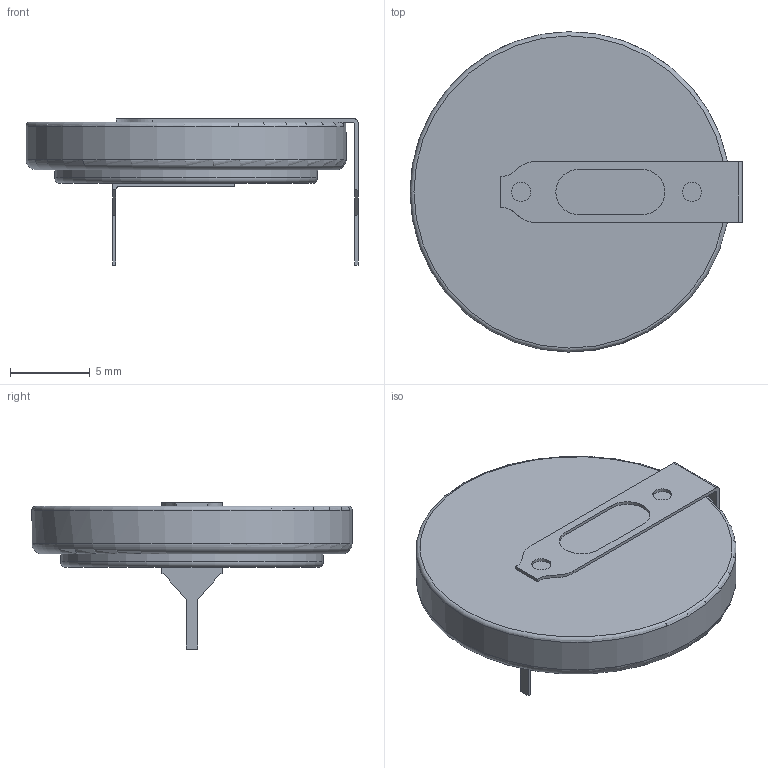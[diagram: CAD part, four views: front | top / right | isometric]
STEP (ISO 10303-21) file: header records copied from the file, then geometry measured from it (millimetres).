
FILE_DESCRIPTION(('FreeCAD Model'),'2;1');
FILE_NAME('Modelagem Bateria litio v6.step', '2017-07-25T20:57:33',('kicad StepUp'),('ksu MCAD'), 'Open CASCADE STEP processor 6.8','FreeCAD','Unknown');
FILE_SCHEMA(('AUTOMOTIVE_DESIGN_CC2 { 1 2 10303 214 -1 1 5 4 }'));
Length unit declared in the file: millimetre
Products named in the file (2): ASSEMBLY; Modelagem_Bateria_litio_v6
Assembly tree (1 placements, depth 2):
  ASSEMBLY
    Modelagem_Bateria_litio_v6
Bounding box: 20.84 x 20.1 x 9.17 mm (x, y, z)
Volume: 1144.6 mm3; surface area: 919.1 mm2
Topology: 1 solids, 1 shells, 49 faces, 124 edges, 82 vertices
Faces by surface type: plane 35, cylinder 9, torus 3, bspline 2
Full cylindrical faces by diameter (mm): 1.2 x2, 16.5 x1, 20.1 x1
Entity records: 1770 total; most frequent: CARTESIAN_POINT 547, ORIENTED_EDGE 248, DIRECTION 237, EDGE_CURVE 124, LINE 89, VECTOR 89, VERTEX_POINT 82, AXIS2_PLACEMENT_3D 74
